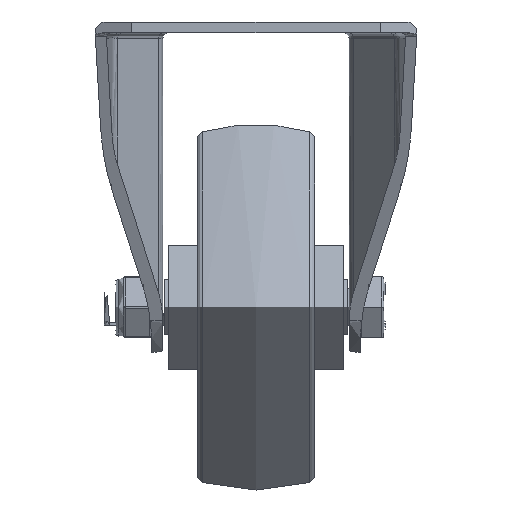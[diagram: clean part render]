
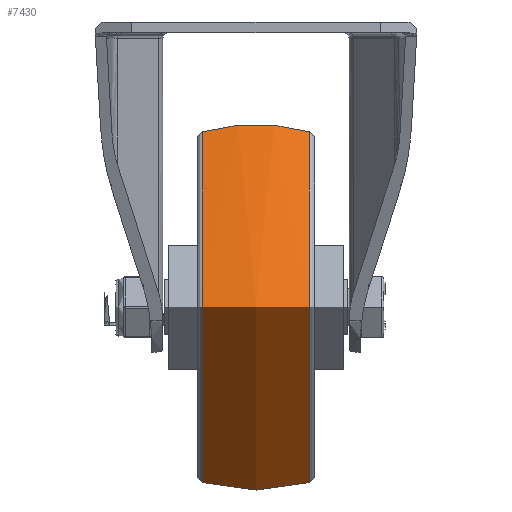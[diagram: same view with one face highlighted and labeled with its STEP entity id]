
A CAD part, left-side view. The second image highlights one B-rep face of the part: STEP entity #7430.
In plain terms, the highlighted free-form (B-spline) face has degree [2, 2] with [3, 9] control points.
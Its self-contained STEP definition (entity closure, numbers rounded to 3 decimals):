
#30=(
BOUNDED_SURFACE()
B_SPLINE_SURFACE(2,2,((#11837,#11838,#11839,#11840,#11841,#11842,#11843,
#11844,#11845),(#11846,#11847,#11848,#11849,#11850,#11851,#11852,#11853,
#11854),(#11855,#11856,#11857,#11858,#11859,#11860,#11861,#11862,#11863)),
 .UNSPECIFIED.,.F.,.T.,.F.)
B_SPLINE_SURFACE_WITH_KNOTS((3,3),(3,2,2,2,3),(-0.281,0.281),
(-3.142,-1.571,0.,1.571,3.142),
 .UNSPECIFIED.)
GEOMETRIC_REPRESENTATION_ITEM()
RATIONAL_B_SPLINE_SURFACE(((1.,0.707,1.,0.707,1.,
0.707,1.,0.707,1.),(0.961,0.679,
0.961,0.679,0.961,0.679,0.961,
0.679,0.961),(1.,0.707,1.,0.707,
1.,0.707,1.,0.707,1.)))
REPRESENTATION_ITEM('')
SURFACE()
);
#867=FACE_OUTER_BOUND('',#1316,.T.);
#1316=EDGE_LOOP('',(#5726,#5727,#5728,#5729));
#2903=CIRCLE('',#8083,47.94);
#2936=CIRCLE('',#8128,47.94);
#2937=CIRCLE('',#8129,52.45);
#3340=VERTEX_POINT('',#11760);
#3365=VERTEX_POINT('',#11834);
#4175=EDGE_CURVE('',#3340,#3340,#2903,.T.);
#4213=EDGE_CURVE('',#3365,#3365,#2936,.T.);
#4214=EDGE_CURVE('',#3365,#3340,#2937,.T.);
#5726=ORIENTED_EDGE('',*,*,#4213,.F.);
#5727=ORIENTED_EDGE('',*,*,#4214,.T.);
#5728=ORIENTED_EDGE('',*,*,#4175,.T.);
#5729=ORIENTED_EDGE('',*,*,#4214,.F.);
#7430=ADVANCED_FACE('',(#867),#30,.F.);
#8083=AXIS2_PLACEMENT_3D('',#11761,#9321,#9322);
#8128=AXIS2_PLACEMENT_3D('',#11836,#9416,#9417);
#8129=AXIS2_PLACEMENT_3D('',#11864,#9418,#9419);
#9321=DIRECTION('center_axis',(0.,1.,0.));
#9322=DIRECTION('ref_axis',(-1.,0.,0.));
#9416=DIRECTION('center_axis',(0.,1.,0.));
#9417=DIRECTION('ref_axis',(-1.,0.,0.));
#9418=DIRECTION('center_axis',(1.,0.,0.));
#9419=DIRECTION('ref_axis',(0.,0.,1.));
#11760=CARTESIAN_POINT('',(0.,-14.555,47.94));
#11761=CARTESIAN_POINT('Origin',(0.,-14.555,
0.));
#11834=CARTESIAN_POINT('',(0.,14.555,47.94));
#11836=CARTESIAN_POINT('Origin',(0.,14.555,
0.));
#11837=CARTESIAN_POINT('Ctrl Pts',(0.,-14.555,
47.94));
#11838=CARTESIAN_POINT('Ctrl Pts',(47.94,-14.555,47.94));
#11839=CARTESIAN_POINT('Ctrl Pts',(47.94,-14.555,0.));
#11840=CARTESIAN_POINT('Ctrl Pts',(47.94,-14.555,-47.94));
#11841=CARTESIAN_POINT('Ctrl Pts',(0.,-14.555,
-47.94));
#11842=CARTESIAN_POINT('Ctrl Pts',(-47.94,-14.555,
-47.94));
#11843=CARTESIAN_POINT('Ctrl Pts',(-47.94,-14.555,
0.));
#11844=CARTESIAN_POINT('Ctrl Pts',(-47.94,-14.555,
47.94));
#11845=CARTESIAN_POINT('Ctrl Pts',(0.,-14.555,
47.94));
#11846=CARTESIAN_POINT('Ctrl Pts',(0.,0.,
52.144));
#11847=CARTESIAN_POINT('Ctrl Pts',(52.144,0.,
52.144));
#11848=CARTESIAN_POINT('Ctrl Pts',(52.144,0.,
0.));
#11849=CARTESIAN_POINT('Ctrl Pts',(52.144,0.,
-52.144));
#11850=CARTESIAN_POINT('Ctrl Pts',(0.,0.,
-52.144));
#11851=CARTESIAN_POINT('Ctrl Pts',(-52.144,0.,
-52.144));
#11852=CARTESIAN_POINT('Ctrl Pts',(-52.144,0.,
0.));
#11853=CARTESIAN_POINT('Ctrl Pts',(-52.144,0.,
52.144));
#11854=CARTESIAN_POINT('Ctrl Pts',(0.,0.,
52.144));
#11855=CARTESIAN_POINT('Ctrl Pts',(0.,14.555,
47.94));
#11856=CARTESIAN_POINT('Ctrl Pts',(47.94,14.555,47.94));
#11857=CARTESIAN_POINT('Ctrl Pts',(47.94,14.555,0.));
#11858=CARTESIAN_POINT('Ctrl Pts',(47.94,14.555,-47.94));
#11859=CARTESIAN_POINT('Ctrl Pts',(0.,14.555,
-47.94));
#11860=CARTESIAN_POINT('Ctrl Pts',(-47.94,14.555,-47.94));
#11861=CARTESIAN_POINT('Ctrl Pts',(-47.94,14.555,0.));
#11862=CARTESIAN_POINT('Ctrl Pts',(-47.94,14.555,47.94));
#11863=CARTESIAN_POINT('Ctrl Pts',(0.,14.555,
47.94));
#11864=CARTESIAN_POINT('Origin',(0.,0.,
-2.45));
